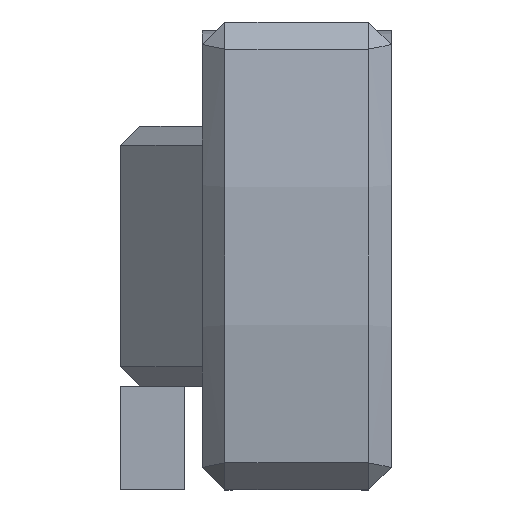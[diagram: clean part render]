
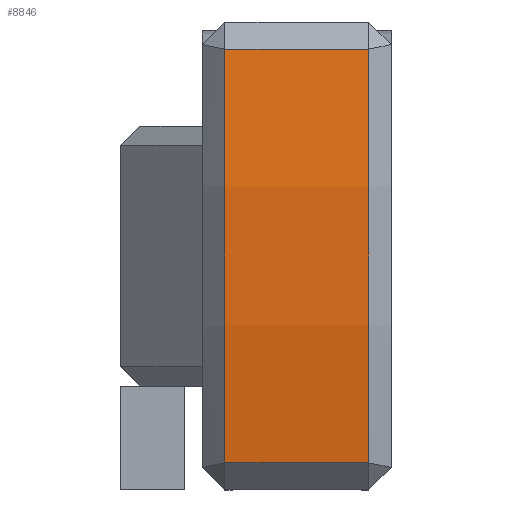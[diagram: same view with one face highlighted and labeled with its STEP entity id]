
A CAD part, left-side view. The second image highlights one B-rep face of the part: STEP entity #8846.
In plain terms, the highlighted cylindrical face has radius 75.5 mm (diameter 151 mm), a partial arc.
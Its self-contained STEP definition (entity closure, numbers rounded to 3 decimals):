
#196 = VERTEX_POINT ( 'NONE', #4040 ) ;
#339 = VERTEX_POINT ( 'NONE', #7819 ) ;
#471 = DIRECTION ( 'NONE',  ( 0., -1., 0. ) ) ;
#647 = CYLINDRICAL_SURFACE ( 'NONE', #4446, 75.5 ) ;
#1209 = ORIENTED_EDGE ( 'NONE', *, *, #5556, .T. ) ;
#1468 = LINE ( 'NONE', #7462, #3838 ) ;
#1571 = AXIS2_PLACEMENT_3D ( 'NONE', #1933, #6999, #2651 ) ;
#1933 = CARTESIAN_POINT ( 'NONE',  ( 0., -4.15, 0. ) ) ;
#2011 = EDGE_CURVE ( 'NONE', #196, #5729, #6688, .T. ) ;
#2454 = CARTESIAN_POINT ( 'NONE',  ( -74.551, 4.15, 11.932 ) ) ;
#2651 = DIRECTION ( 'NONE',  ( 0., 0., 1. ) ) ;
#3108 = DIRECTION ( 'NONE',  ( 0., -1., 0. ) ) ;
#3311 = EDGE_LOOP ( 'NONE', ( #1209, #8449, #7002, #8363 ) ) ;
#3838 = VECTOR ( 'NONE', #3108, 1000. ) ;
#4010 = AXIS2_PLACEMENT_3D ( 'NONE', #4800, #471, #5521 ) ;
#4040 = CARTESIAN_POINT ( 'NONE',  ( -74.551, -4.15, 11.932 ) ) ;
#4446 = AXIS2_PLACEMENT_3D ( 'NONE', #5862, #8062, #8773 ) ;
#4558 = EDGE_CURVE ( 'NONE', #196, #6427, #6837, .T. ) ;
#4721 = FACE_OUTER_BOUND ( 'NONE', #3311, .T. ) ;
#4800 = CARTESIAN_POINT ( 'NONE',  ( 0., 4.15, 0. ) ) ;
#5521 = DIRECTION ( 'NONE',  ( 0., 0., 1. ) ) ;
#5556 = EDGE_CURVE ( 'NONE', #6427, #339, #7701, .T. ) ;
#5699 = CARTESIAN_POINT ( 'NONE',  ( -74.551, -4.15, -11.932 ) ) ;
#5729 = VERTEX_POINT ( 'NONE', #5699 ) ;
#5862 = CARTESIAN_POINT ( 'NONE',  ( 0., 5.45, 0. ) ) ;
#6427 = VERTEX_POINT ( 'NONE', #2454 ) ;
#6611 = VECTOR ( 'NONE', #9136, 1000. ) ;
#6688 = CIRCLE ( 'NONE', #1571, 75.5 ) ;
#6837 = LINE ( 'NONE', #8424, #6611 ) ;
#6999 = DIRECTION ( 'NONE',  ( 0., -1., 0. ) ) ;
#7002 = ORIENTED_EDGE ( 'NONE', *, *, #2011, .F. ) ;
#7462 = CARTESIAN_POINT ( 'NONE',  ( -74.551, 5.45, -11.932 ) ) ;
#7701 = CIRCLE ( 'NONE', #4010, 75.5 ) ;
#7766 = EDGE_CURVE ( 'NONE', #339, #5729, #1468, .T. ) ;
#7819 = CARTESIAN_POINT ( 'NONE',  ( -74.551, 4.15, -11.932 ) ) ;
#8062 = DIRECTION ( 'NONE',  ( 0., -1., 0. ) ) ;
#8363 = ORIENTED_EDGE ( 'NONE', *, *, #4558, .T. ) ;
#8424 = CARTESIAN_POINT ( 'NONE',  ( -74.551, 5.45, 11.932 ) ) ;
#8449 = ORIENTED_EDGE ( 'NONE', *, *, #7766, .T. ) ;
#8773 = DIRECTION ( 'NONE',  ( 0., 0., -1. ) ) ;
#8846 = ADVANCED_FACE ( 'NONE', ( #4721 ), #647, .T. ) ;
#9136 = DIRECTION ( 'NONE',  ( 0., 1., 0. ) ) ;
